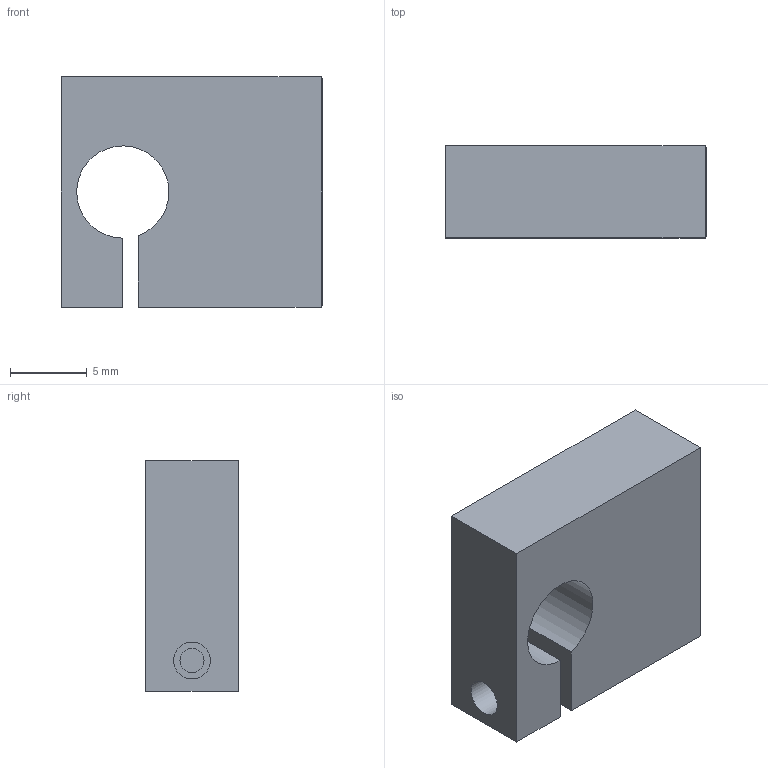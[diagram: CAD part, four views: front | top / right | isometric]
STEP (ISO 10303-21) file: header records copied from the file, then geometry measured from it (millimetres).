
FILE_DESCRIPTION(/* description */ (''),/* implementation_level */ '2;1');
FILE_NAME(/* name */ 'axe holder5_ipt_65817b11.STEP',/* time_stamp */ '2022-06-02T14:50:09+03:00',/* author */ ('Sulieman DAHER'),/* organization */ (''),/* preprocessor_version */ 'ST-DEVELOPER v16.13',/* originating_system */ 'Autodesk Inventor 2018',/* authorisation */ '');
FILE_SCHEMA (('AUTOMOTIVE_DESIGN { 1 0 10303 214 3 1 1 }'));
Length unit declared in the file: millimetre
Products named in the file (1): axe holder5
Bounding box: 17 x 6 x 15 mm (x, y, z)
Volume: 1269 mm3; surface area: 1084.5 mm2
Topology: 1 solids, 1 shells, 21 faces, 45 edges, 29 vertices
Faces by surface type: plane 16, cylinder 5
Full cylindrical faces by diameter (mm): 1.567 x1, 2.4 x1, 2.459 x2
Entity records: 579 total; most frequent: DIRECTION 94, CARTESIAN_POINT 90, ORIENTED_EDGE 80, EDGE_CURVE 40, AXIS2_PLACEMENT_3D 32, EDGE_LOOP 30, LINE 30, VECTOR 30
